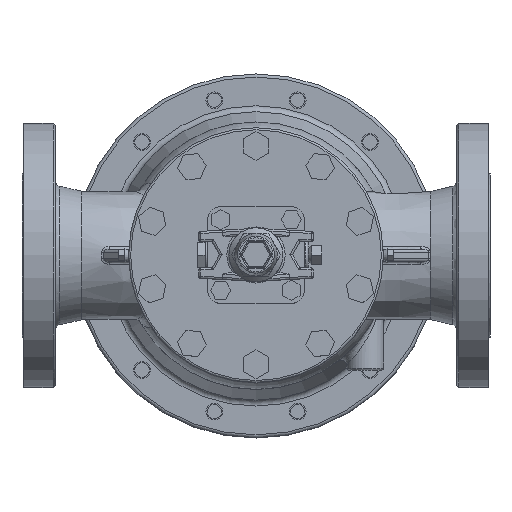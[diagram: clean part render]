
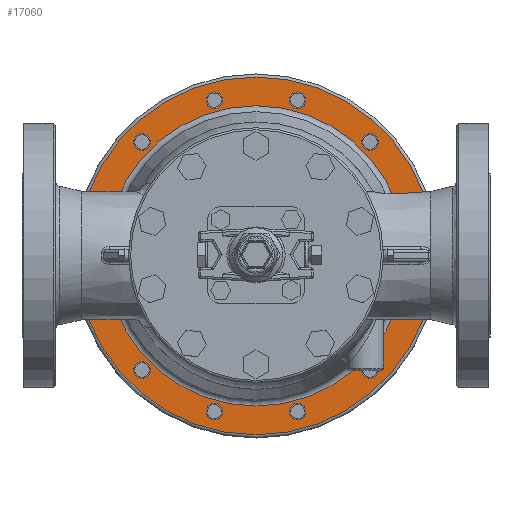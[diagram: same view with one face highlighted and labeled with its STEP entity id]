
A CAD part, top view. The second image highlights one B-rep face of the part: STEP entity #17060.
In plain terms, the highlighted planar face has unit normal (0, 0, 1).
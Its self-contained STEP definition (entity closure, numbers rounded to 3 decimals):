
#247=FACE_BOUND('',#2877,.T.);
#248=FACE_BOUND('',#2878,.T.);
#249=FACE_BOUND('',#2879,.T.);
#250=FACE_BOUND('',#2880,.T.);
#251=FACE_BOUND('',#2881,.T.);
#252=FACE_BOUND('',#2882,.T.);
#253=FACE_BOUND('',#2883,.T.);
#254=FACE_BOUND('',#2884,.T.);
#255=FACE_BOUND('',#2885,.T.);
#256=FACE_BOUND('',#2886,.T.);
#257=FACE_BOUND('',#2887,.T.);
#258=FACE_BOUND('',#2888,.T.);
#259=FACE_BOUND('',#2889,.T.);
#707=PLANE('',#18342);
#1630=FACE_OUTER_BOUND('',#2876,.T.);
#2876=EDGE_LOOP('',(#12795));
#2877=EDGE_LOOP('',(#12796));
#2878=EDGE_LOOP('',(#12797));
#2879=EDGE_LOOP('',(#12798));
#2880=EDGE_LOOP('',(#12799));
#2881=EDGE_LOOP('',(#12800));
#2882=EDGE_LOOP('',(#12801));
#2883=EDGE_LOOP('',(#12802));
#2884=EDGE_LOOP('',(#12803));
#2885=EDGE_LOOP('',(#12804));
#2886=EDGE_LOOP('',(#12805));
#2887=EDGE_LOOP('',(#12806));
#2888=EDGE_LOOP('',(#12807));
#2889=EDGE_LOOP('',(#12808));
#6640=CIRCLE('',#18224,6.918);
#6642=CIRCLE('',#18227,6.918);
#6644=CIRCLE('',#18230,6.918);
#6646=CIRCLE('',#18233,6.918);
#6648=CIRCLE('',#18236,6.918);
#6650=CIRCLE('',#18239,6.918);
#6652=CIRCLE('',#18242,6.918);
#6654=CIRCLE('',#18245,6.918);
#6656=CIRCLE('',#18248,6.918);
#6658=CIRCLE('',#18251,6.918);
#6660=CIRCLE('',#18254,6.918);
#6662=CIRCLE('',#18257,6.918);
#6709=CIRCLE('',#18341,172.);
#6710=CIRCLE('',#18343,144.344);
#7934=VERTEX_POINT('',#28178);
#7936=VERTEX_POINT('',#28183);
#7938=VERTEX_POINT('',#28188);
#7940=VERTEX_POINT('',#28193);
#7942=VERTEX_POINT('',#28198);
#7944=VERTEX_POINT('',#28203);
#7946=VERTEX_POINT('',#28208);
#7948=VERTEX_POINT('',#28213);
#7950=VERTEX_POINT('',#28218);
#7952=VERTEX_POINT('',#28223);
#7954=VERTEX_POINT('',#28228);
#7956=VERTEX_POINT('',#28233);
#8074=VERTEX_POINT('',#30900);
#8075=VERTEX_POINT('',#30903);
#9689=EDGE_CURVE('',#7934,#7934,#6640,.T.);
#9691=EDGE_CURVE('',#7936,#7936,#6642,.T.);
#9693=EDGE_CURVE('',#7938,#7938,#6644,.T.);
#9695=EDGE_CURVE('',#7940,#7940,#6646,.T.);
#9697=EDGE_CURVE('',#7942,#7942,#6648,.T.);
#9699=EDGE_CURVE('',#7944,#7944,#6650,.T.);
#9701=EDGE_CURVE('',#7946,#7946,#6652,.T.);
#9703=EDGE_CURVE('',#7948,#7948,#6654,.T.);
#9705=EDGE_CURVE('',#7950,#7950,#6656,.T.);
#9707=EDGE_CURVE('',#7952,#7952,#6658,.T.);
#9709=EDGE_CURVE('',#7954,#7954,#6660,.T.);
#9711=EDGE_CURVE('',#7956,#7956,#6662,.T.);
#9881=EDGE_CURVE('',#8074,#8074,#6709,.T.);
#9882=EDGE_CURVE('',#8075,#8075,#6710,.T.);
#12795=ORIENTED_EDGE('',*,*,#9881,.F.);
#12796=ORIENTED_EDGE('',*,*,#9689,.T.);
#12797=ORIENTED_EDGE('',*,*,#9691,.T.);
#12798=ORIENTED_EDGE('',*,*,#9693,.T.);
#12799=ORIENTED_EDGE('',*,*,#9695,.T.);
#12800=ORIENTED_EDGE('',*,*,#9697,.T.);
#12801=ORIENTED_EDGE('',*,*,#9699,.T.);
#12802=ORIENTED_EDGE('',*,*,#9701,.T.);
#12803=ORIENTED_EDGE('',*,*,#9703,.T.);
#12804=ORIENTED_EDGE('',*,*,#9705,.T.);
#12805=ORIENTED_EDGE('',*,*,#9707,.T.);
#12806=ORIENTED_EDGE('',*,*,#9709,.T.);
#12807=ORIENTED_EDGE('',*,*,#9711,.T.);
#12808=ORIENTED_EDGE('',*,*,#9882,.F.);
#17060=ADVANCED_FACE('',(#1630,#247,#248,#249,#250,#251,#252,#253,#254,
#255,#256,#257,#258,#259),#707,.T.);
#18224=AXIS2_PLACEMENT_3D('',#28179,#20362,#20363);
#18227=AXIS2_PLACEMENT_3D('',#28184,#20368,#20369);
#18230=AXIS2_PLACEMENT_3D('',#28189,#20374,#20375);
#18233=AXIS2_PLACEMENT_3D('',#28194,#20380,#20381);
#18236=AXIS2_PLACEMENT_3D('',#28199,#20386,#20387);
#18239=AXIS2_PLACEMENT_3D('',#28204,#20392,#20393);
#18242=AXIS2_PLACEMENT_3D('',#28209,#20398,#20399);
#18245=AXIS2_PLACEMENT_3D('',#28214,#20404,#20405);
#18248=AXIS2_PLACEMENT_3D('',#28219,#20410,#20411);
#18251=AXIS2_PLACEMENT_3D('',#28224,#20416,#20417);
#18254=AXIS2_PLACEMENT_3D('',#28229,#20422,#20423);
#18257=AXIS2_PLACEMENT_3D('',#28234,#20428,#20429);
#18341=AXIS2_PLACEMENT_3D('',#30901,#20612,#20613);
#18342=AXIS2_PLACEMENT_3D('',#30902,#20614,#20615);
#18343=AXIS2_PLACEMENT_3D('',#30904,#20616,#20617);
#20362=DIRECTION('center_axis',(0.,0.,-1.));
#20363=DIRECTION('ref_axis',(-0.866,0.5,0.));
#20368=DIRECTION('center_axis',(0.,0.,-1.));
#20369=DIRECTION('ref_axis',(-0.5,0.866,0.));
#20374=DIRECTION('center_axis',(0.,0.,-1.));
#20375=DIRECTION('ref_axis',(0.,1.,0.));
#20380=DIRECTION('center_axis',(0.,0.,-1.));
#20381=DIRECTION('ref_axis',(0.5,0.866,0.));
#20386=DIRECTION('center_axis',(0.,0.,-1.));
#20387=DIRECTION('ref_axis',(0.866,0.5,0.));
#20392=DIRECTION('center_axis',(0.,0.,-1.));
#20393=DIRECTION('ref_axis',(1.,0.,0.));
#20398=DIRECTION('center_axis',(0.,0.,-1.));
#20399=DIRECTION('ref_axis',(0.866,-0.5,0.));
#20404=DIRECTION('center_axis',(0.,0.,-1.));
#20405=DIRECTION('ref_axis',(0.5,-0.866,0.));
#20410=DIRECTION('center_axis',(0.,0.,-1.));
#20411=DIRECTION('ref_axis',(0.,-1.,0.));
#20416=DIRECTION('center_axis',(0.,0.,-1.));
#20417=DIRECTION('ref_axis',(-0.5,-0.866,0.));
#20422=DIRECTION('center_axis',(0.,0.,-1.));
#20423=DIRECTION('ref_axis',(-0.866,-0.5,0.));
#20428=DIRECTION('center_axis',(0.,0.,-1.));
#20429=DIRECTION('ref_axis',(-1.,0.,0.));
#20612=DIRECTION('center_axis',(0.,0.,-1.));
#20613=DIRECTION('ref_axis',(-1.,0.,0.));
#20614=DIRECTION('center_axis',(0.,0.,1.));
#20615=DIRECTION('ref_axis',(1.,0.,0.));
#20616=DIRECTION('center_axis',(0.,0.,1.));
#20617=DIRECTION('ref_axis',(-1.,0.,0.));
#28178=CARTESIAN_POINT('',(155.709,-43.576,36.));
#28179=CARTESIAN_POINT('Origin',(149.719,-40.117,36.));
#28183=CARTESIAN_POINT('',(113.06,-115.592,36.));
#28184=CARTESIAN_POINT('Origin',(109.602,-109.602,36.));
#28188=CARTESIAN_POINT('',(40.117,-156.636,36.));
#28189=CARTESIAN_POINT('Origin',(40.117,-149.719,36.));
#28193=CARTESIAN_POINT('',(-43.576,-155.709,36.));
#28194=CARTESIAN_POINT('Origin',(-40.117,-149.719,36.));
#28198=CARTESIAN_POINT('',(-115.592,-113.06,36.));
#28199=CARTESIAN_POINT('Origin',(-109.602,-109.602,36.));
#28203=CARTESIAN_POINT('',(-156.636,-40.117,36.));
#28204=CARTESIAN_POINT('Origin',(-149.719,-40.117,36.));
#28208=CARTESIAN_POINT('',(-155.709,43.576,36.));
#28209=CARTESIAN_POINT('Origin',(-149.719,40.117,36.));
#28213=CARTESIAN_POINT('',(-113.06,115.592,36.));
#28214=CARTESIAN_POINT('Origin',(-109.602,109.602,36.));
#28218=CARTESIAN_POINT('',(-40.117,156.636,36.));
#28219=CARTESIAN_POINT('Origin',(-40.117,149.719,36.));
#28223=CARTESIAN_POINT('',(43.576,155.709,36.));
#28224=CARTESIAN_POINT('Origin',(40.117,149.719,36.));
#28228=CARTESIAN_POINT('',(115.592,113.06,36.));
#28229=CARTESIAN_POINT('Origin',(109.602,109.602,36.));
#28233=CARTESIAN_POINT('',(156.636,40.117,36.));
#28234=CARTESIAN_POINT('Origin',(149.719,40.117,36.));
#30900=CARTESIAN_POINT('',(172.,0.,36.));
#30901=CARTESIAN_POINT('Origin',(0.,0.,36.));
#30902=CARTESIAN_POINT('Origin',(0.,0.,
36.));
#30903=CARTESIAN_POINT('',(144.344,0.,36.));
#30904=CARTESIAN_POINT('Origin',(0.,0.,36.));
